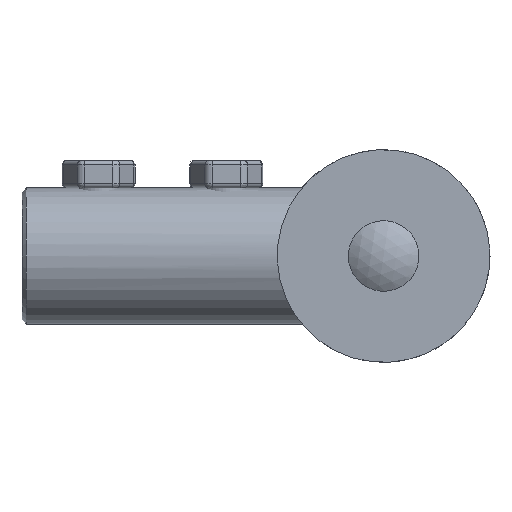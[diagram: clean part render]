
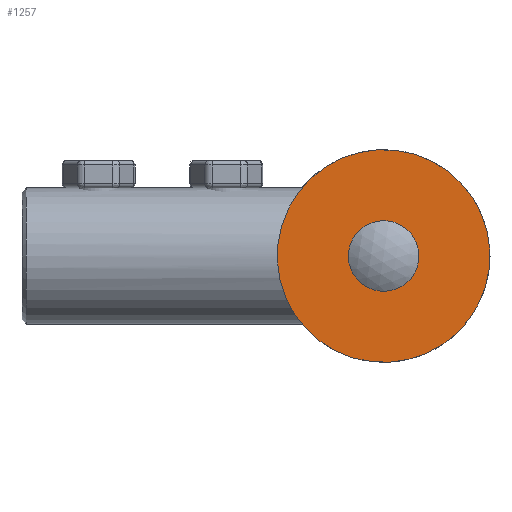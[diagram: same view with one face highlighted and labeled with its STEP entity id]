
A CAD part, left-side view. The second image highlights one B-rep face of the part: STEP entity #1257.
In plain terms, the highlighted face is planar.
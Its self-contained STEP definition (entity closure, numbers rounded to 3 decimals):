
#223=PLANE('',#1360);
#261=CIRCLE('',#1357,2.5);
#262=CIRCLE('',#1359,12.5);
#359=FACE_BOUND('',#497,.T.);
#388=FACE_OUTER_BOUND('',#496,.T.);
#496=EDGE_LOOP('',(#914));
#497=EDGE_LOOP('',(#915));
#610=VERTEX_POINT('',#2224);
#611=VERTEX_POINT('',#2227);
#725=EDGE_CURVE('',#610,#610,#261,.T.);
#726=EDGE_CURVE('',#611,#611,#262,.T.);
#914=ORIENTED_EDGE('',*,*,#726,.T.);
#915=ORIENTED_EDGE('',*,*,#725,.T.);
#1257=ADVANCED_FACE('',(#388,#359),#223,.T.);
#1357=AXIS2_PLACEMENT_3D('',#2225,#1548,#1549);
#1359=AXIS2_PLACEMENT_3D('',#2228,#1552,#1553);
#1360=AXIS2_PLACEMENT_3D('',#2229,#1554,#1555);
#1548=DIRECTION('center_axis',(0.,0.,-1.));
#1549=DIRECTION('ref_axis',(-1.,0.,0.));
#1552=DIRECTION('center_axis',(0.,0.,1.));
#1553=DIRECTION('ref_axis',(1.,0.,0.));
#1554=DIRECTION('center_axis',(0.,0.,1.));
#1555=DIRECTION('ref_axis',(1.,0.,0.));
#2224=CARTESIAN_POINT('',(2.5,0.,2.25));
#2225=CARTESIAN_POINT('Origin',(0.,0.,2.25));
#2227=CARTESIAN_POINT('',(-12.5,0.,2.25));
#2228=CARTESIAN_POINT('Origin',(0.,0.,2.25));
#2229=CARTESIAN_POINT('Origin',(0.,0.,2.25));
